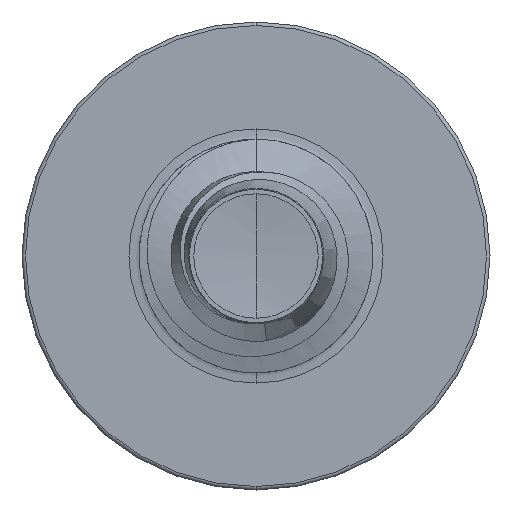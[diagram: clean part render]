
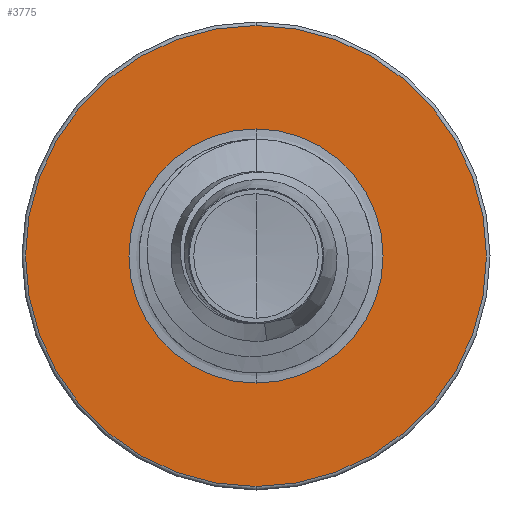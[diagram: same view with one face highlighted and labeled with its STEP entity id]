
A CAD part, front view. The second image highlights one B-rep face of the part: STEP entity #3775.
In plain terms, the highlighted planar face has unit normal (0, -1, 0).
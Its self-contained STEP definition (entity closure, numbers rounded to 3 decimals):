
#321 = CARTESIAN_POINT ( 'NONE',  ( 0., 2.25, -1.97 ) ) ;
#349 = VERTEX_POINT ( 'NONE', #3670 ) ;
#670 = CARTESIAN_POINT ( 'NONE',  ( 0., 2.25, 1.086 ) ) ;
#681 = AXIS2_PLACEMENT_3D ( 'NONE', #10230, #9902, #9893 ) ;
#813 = VERTEX_POINT ( 'NONE', #670 ) ;
#1078 = DIRECTION ( 'NONE',  ( 0., 0., 1. ) ) ;
#1112 = DIRECTION ( 'NONE',  ( 0., 1., 0. ) ) ;
#1417 = DIRECTION ( 'NONE',  ( 0., 0., 1. ) ) ;
#1432 = DIRECTION ( 'NONE',  ( 0., 1., 0. ) ) ;
#1436 = CARTESIAN_POINT ( 'NONE',  ( 0., 2.25, 0. ) ) ;
#1463 = EDGE_CURVE ( 'NONE', #9617, #349, #10618, .T. ) ;
#1492 = EDGE_CURVE ( 'NONE', #7616, #813, #9683, .T. ) ;
#1515 = CARTESIAN_POINT ( 'NONE',  ( 0., 2.25, -1.086 ) ) ;
#1683 = EDGE_CURVE ( 'NONE', #813, #7616, #7059, .T. ) ;
#1743 = PLANE ( 'NONE',  #3283 ) ;
#2150 = ORIENTED_EDGE ( 'NONE', *, *, #1683, .T. ) ;
#3087 = EDGE_CURVE ( 'NONE', #349, #9617, #10150, .T. ) ;
#3283 = AXIS2_PLACEMENT_3D ( 'NONE', #1515, #1112, #1078 ) ;
#3670 = CARTESIAN_POINT ( 'NONE',  ( 0., 2.25, 1.97 ) ) ;
#3775 = ADVANCED_FACE ( 'NONE', ( #6299, #3936 ), #1743, .F. ) ;
#3936 = FACE_BOUND ( 'NONE', #5854, .T. ) ;
#5830 = DIRECTION ( 'NONE',  ( 0., 0., 1. ) ) ;
#5839 = DIRECTION ( 'NONE',  ( 0., 1., 0. ) ) ;
#5854 = EDGE_LOOP ( 'NONE', ( #2150, #7475 ) ) ;
#5907 = CARTESIAN_POINT ( 'NONE',  ( 0., 2.25, -1.086 ) ) ;
#6299 = FACE_OUTER_BOUND ( 'NONE', #9094, .T. ) ;
#7059 = CIRCLE ( 'NONE', #681, 1.086 ) ;
#7235 = ORIENTED_EDGE ( 'NONE', *, *, #3087, .F. ) ;
#7475 = ORIENTED_EDGE ( 'NONE', *, *, #1492, .T. ) ;
#7490 = CARTESIAN_POINT ( 'NONE',  ( 0., 2.25, 0. ) ) ;
#7616 = VERTEX_POINT ( 'NONE', #5907 ) ;
#9094 = EDGE_LOOP ( 'NONE', ( #7235, #10444 ) ) ;
#9617 = VERTEX_POINT ( 'NONE', #321 ) ;
#9650 = AXIS2_PLACEMENT_3D ( 'NONE', #7490, #5839, #5830 ) ;
#9653 = AXIS2_PLACEMENT_3D ( 'NONE', #10388, #10362, #10375 ) ;
#9683 = CIRCLE ( 'NONE', #9653, 1.086 ) ;
#9893 = DIRECTION ( 'NONE',  ( 0., 0., 1. ) ) ;
#9902 = DIRECTION ( 'NONE',  ( 0., 1., 0. ) ) ;
#10150 = CIRCLE ( 'NONE', #10439, 1.97 ) ;
#10230 = CARTESIAN_POINT ( 'NONE',  ( 0., 2.25, 0. ) ) ;
#10362 = DIRECTION ( 'NONE',  ( 0., 1., 0. ) ) ;
#10375 = DIRECTION ( 'NONE',  ( 0., 0., 1. ) ) ;
#10388 = CARTESIAN_POINT ( 'NONE',  ( 0., 2.25, 0. ) ) ;
#10439 = AXIS2_PLACEMENT_3D ( 'NONE', #1436, #1432, #1417 ) ;
#10444 = ORIENTED_EDGE ( 'NONE', *, *, #1463, .F. ) ;
#10618 = CIRCLE ( 'NONE', #9650, 1.97 ) ;
